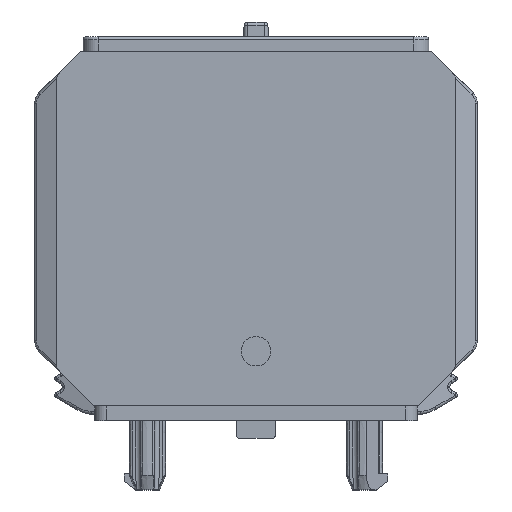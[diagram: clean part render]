
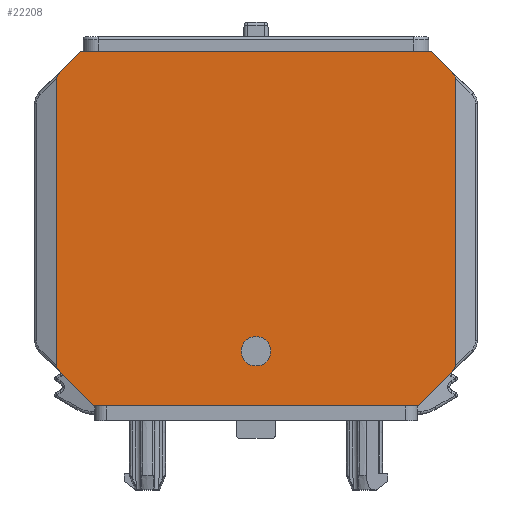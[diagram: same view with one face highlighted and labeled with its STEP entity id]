
A CAD part, front view. The second image highlights one B-rep face of the part: STEP entity #22208.
In plain terms, the highlighted planar face has unit normal (0, -1, 0).
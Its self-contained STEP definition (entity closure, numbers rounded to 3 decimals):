
#2615=ELLIPSE('',#63826,0.802,0.2);
#2616=ELLIPSE('',#63827,0.802,0.2);
#2617=ELLIPSE('',#63828,0.802,0.2);
#2618=ELLIPSE('',#63829,0.802,0.2);
#4034=PLANE('',#63830);
#12179=LINE('',#100488,#18116);
#12184=LINE('',#100498,#18121);
#12783=LINE('',#101811,#18720);
#12814=LINE('',#101872,#18751);
#12825=LINE('',#101907,#18762);
#12941=LINE('',#103283,#18878);
#12942=LINE('',#103286,#18879);
#12943=LINE('',#103289,#18880);
#18116=VECTOR('',#76722,1.);
#18121=VECTOR('',#76731,1.);
#18720=VECTOR('',#77600,1.);
#18751=VECTOR('',#77669,1.);
#18762=VECTOR('',#77696,1.);
#18878=VECTOR('',#78046,1.);
#18879=VECTOR('',#78049,1.);
#18880=VECTOR('',#78052,1.);
#22208=ADVANCED_FACE('',(#23220,#23221),#4034,.T.);
#23220=FACE_BOUND('',#25912,.T.);
#23221=FACE_BOUND('',#25913,.T.);
#25912=EDGE_LOOP('',(#39622,#39623,#39624,#39625,#39626,#39627,#39628,#39629,
#39630,#39631,#39632,#39633));
#25913=EDGE_LOOP('',(#39634));
#39622=ORIENTED_EDGE('',*,*,#56743,.F.);
#39623=ORIENTED_EDGE('',*,*,#56744,.F.);
#39624=ORIENTED_EDGE('',*,*,#55816,.F.);
#39625=ORIENTED_EDGE('',*,*,#56505,.F.);
#39626=ORIENTED_EDGE('',*,*,#56745,.F.);
#39627=ORIENTED_EDGE('',*,*,#56746,.T.);
#39628=ORIENTED_EDGE('',*,*,#56747,.F.);
#39629=ORIENTED_EDGE('',*,*,#55811,.F.);
#39630=ORIENTED_EDGE('',*,*,#56458,.F.);
#39631=ORIENTED_EDGE('',*,*,#56748,.F.);
#39632=ORIENTED_EDGE('',*,*,#56749,.F.);
#39633=ORIENTED_EDGE('',*,*,#56489,.T.);
#39634=ORIENTED_EDGE('',*,*,#56440,.T.);
#47197=VERTEX_POINT('',#100481);
#47200=VERTEX_POINT('',#100487);
#47204=VERTEX_POINT('',#100499);
#47205=VERTEX_POINT('',#100500);
#47742=VERTEX_POINT('',#101756);
#47754=VERTEX_POINT('',#101810);
#47764=VERTEX_POINT('',#101870);
#47766=VERTEX_POINT('',#101873);
#47776=VERTEX_POINT('',#101905);
#47888=VERTEX_POINT('',#103282);
#47889=VERTEX_POINT('',#103285);
#47890=VERTEX_POINT('',#103287);
#47891=VERTEX_POINT('',#103290);
#55811=EDGE_CURVE('',#47200,#47197,#12179,.T.);
#55816=EDGE_CURVE('',#47204,#47205,#12184,.T.);
#56440=EDGE_CURVE('',#47742,#47742,#59361,.T.);
#56458=EDGE_CURVE('',#47754,#47200,#12783,.T.);
#56489=EDGE_CURVE('',#47766,#47764,#12814,.T.);
#56505=EDGE_CURVE('',#47776,#47204,#12825,.T.);
#56743=EDGE_CURVE('',#47888,#47764,#2615,.T.);
#56744=EDGE_CURVE('',#47205,#47888,#12941,.T.);
#56745=EDGE_CURVE('',#47889,#47776,#2616,.T.);
#56746=EDGE_CURVE('',#47889,#47890,#12942,.T.);
#56747=EDGE_CURVE('',#47197,#47890,#2617,.T.);
#56748=EDGE_CURVE('',#47891,#47754,#12943,.T.);
#56749=EDGE_CURVE('',#47766,#47891,#2618,.T.);
#59361=CIRCLE('',#63677,1.);
#63677=AXIS2_PLACEMENT_3D('',#101755,#77579,#77580);
#63826=AXIS2_PLACEMENT_3D('',#103281,#78044,#78045);
#63827=AXIS2_PLACEMENT_3D('',#103284,#78047,#78048);
#63828=AXIS2_PLACEMENT_3D('',#103288,#78050,#78051);
#63829=AXIS2_PLACEMENT_3D('',#103291,#78053,#78054);
#63830=AXIS2_PLACEMENT_3D('',#103292,#78055,#78056);
#76722=DIRECTION('',(-0.707,0.,0.707));
#76731=DIRECTION('',(1.,0.,0.));
#77579=DIRECTION('',(0.,1.,0.));
#77580=DIRECTION('',(1.,0.,0.));
#77600=DIRECTION('',(-1.,0.,0.));
#77669=DIRECTION('',(0.,0.,1.));
#77696=DIRECTION('',(0.707,0.,0.707));
#78044=DIRECTION('',(0.,1.,0.));
#78045=DIRECTION('',(0.707,0.,-0.707));
#78046=DIRECTION('',(0.707,0.,-0.707));
#78047=DIRECTION('',(0.,1.,0.));
#78048=DIRECTION('',(-0.707,0.,-0.707));
#78049=DIRECTION('',(0.,0.,-1.));
#78050=DIRECTION('',(0.,1.,0.));
#78051=DIRECTION('',(-0.707,0.,0.707));
#78052=DIRECTION('',(-0.707,0.,-0.707));
#78053=DIRECTION('',(0.,1.,0.));
#78054=DIRECTION('',(0.707,0.,0.707));
#78055=DIRECTION('',(0.,-1.,0.));
#78056=DIRECTION('',(-1.,0.,0.));
#100481=CARTESIAN_POINT('',(-13.057,-0.262,3.057));
#100487=CARTESIAN_POINT('',(-11.,-0.262,1.));
#100488=CARTESIAN_POINT('',(-15.,-0.262,5.));
#100498=CARTESIAN_POINT('',(11.9,-0.262,25.));
#100499=CARTESIAN_POINT('',(-11.9,-0.262,25.));
#100500=CARTESIAN_POINT('',(11.9,-0.262,25.));
#101755=CARTESIAN_POINT('',(0.,-0.262,4.7));
#101756=CARTESIAN_POINT('',(-1.,-0.262,4.7));
#101810=CARTESIAN_POINT('',(11.,-0.262,1.));
#101811=CARTESIAN_POINT('',(-11.,-0.262,1.));
#101870=CARTESIAN_POINT('',(13.5,-0.262,23.186));
#101872=CARTESIAN_POINT('',(13.5,-0.262,19.077));
#101873=CARTESIAN_POINT('',(13.5,-0.262,3.714));
#101905=CARTESIAN_POINT('',(-13.057,-0.262,23.843));
#101907=CARTESIAN_POINT('',(-11.9,-0.262,25.));
#103281=CARTESIAN_POINT('',(12.915,-0.262,23.702));
#103282=CARTESIAN_POINT('',(13.057,-0.262,23.843));
#103283=CARTESIAN_POINT('',(15.,-0.262,21.9));
#103284=CARTESIAN_POINT('',(-12.915,-0.262,23.702));
#103285=CARTESIAN_POINT('',(-13.5,-0.262,23.186));
#103286=CARTESIAN_POINT('',(-13.5,-0.262,19.077));
#103287=CARTESIAN_POINT('',(-13.5,-0.262,3.714));
#103288=CARTESIAN_POINT('',(-12.915,-0.262,3.198));
#103289=CARTESIAN_POINT('',(11.,-0.262,1.));
#103290=CARTESIAN_POINT('',(13.057,-0.262,3.057));
#103291=CARTESIAN_POINT('',(12.915,-0.262,3.198));
#103292=CARTESIAN_POINT('',(0.,-0.262,13.153));
